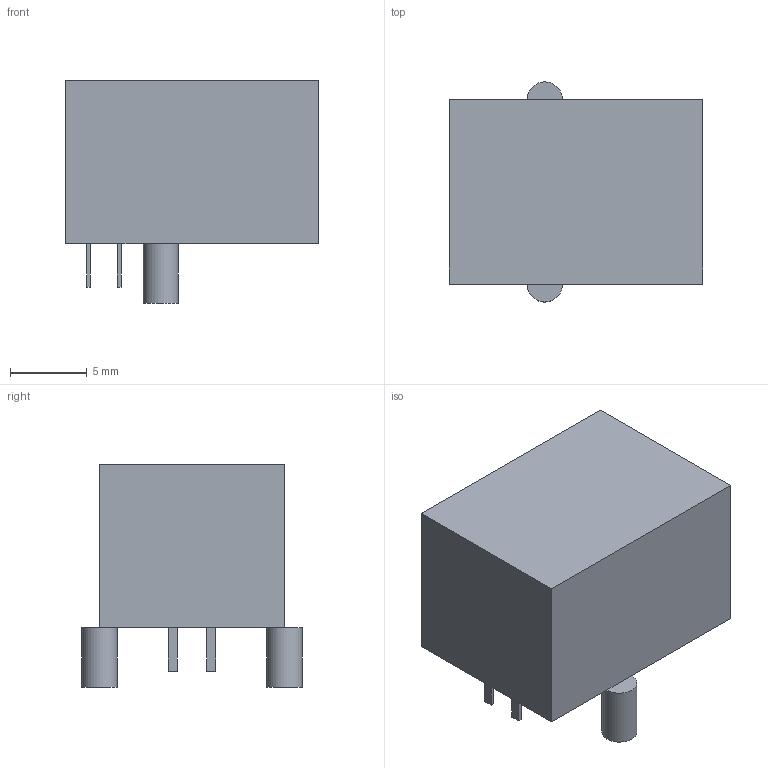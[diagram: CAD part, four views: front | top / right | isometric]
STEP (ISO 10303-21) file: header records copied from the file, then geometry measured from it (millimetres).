
FILE_DESCRIPTION(('FreeCAD Model'),'2;1');
FILE_NAME('usb_b_conn.step', '2020-10-18T17:07:00',('kicad StepUp'),('ksu MCAD'), 'Open CASCADE STEP processor 7.4','FreeCAD','Unknown');
FILE_SCHEMA(('AUTOMOTIVE_DESIGN { 1 0 10303 214 1 1 1 1 }'));
Length unit declared in the file: millimetre
Products named in the file (1): usb_b_conn
Bounding box: 16.5 x 14.34 x 14.52 mm (x, y, z)
Volume: 1727.4 mm3; surface area: 1508.1 mm2
Topology: 1 solids, 1 shells, 44 faces, 104 edges, 68 vertices
Faces by surface type: plane 42, cylinder 2
Full cylindrical faces by diameter (mm): 2.3 x2
Entity records: 1266 total; most frequent: CARTESIAN_POINT 217, ORIENTED_EDGE 208, DIRECTION 202, EDGE_CURVE 104, LINE 96, VECTOR 96, VERTEX_POINT 68, AXIS2_PLACEMENT_3D 53
